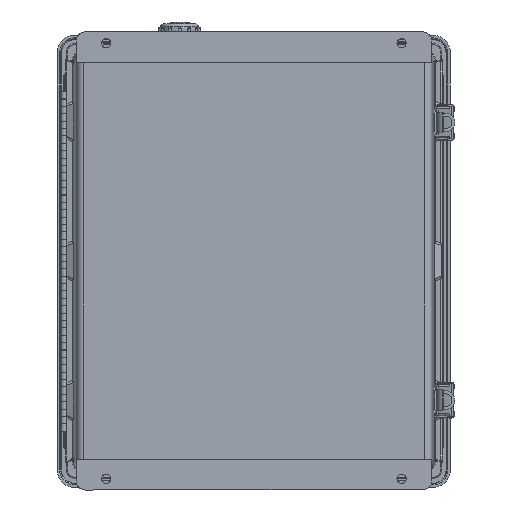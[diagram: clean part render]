
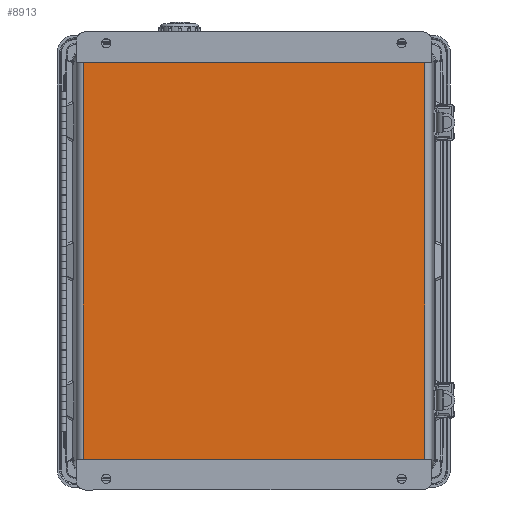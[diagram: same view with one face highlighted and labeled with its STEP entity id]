
A CAD part, front view. The second image highlights one B-rep face of the part: STEP entity #8913.
In plain terms, the highlighted planar face has unit normal (0, -1, 0).
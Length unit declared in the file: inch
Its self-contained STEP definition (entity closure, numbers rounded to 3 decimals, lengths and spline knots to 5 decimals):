
#382 = CARTESIAN_POINT ( 'NONE',  ( 5.78771, 0.05906, -1.04331 ) ) ;
#1904 = VERTEX_POINT ( 'NONE', #382 ) ;
#5254 = LINE ( 'NONE', #61747, #11703 ) ;
#6910 = ORIENTED_EDGE ( 'NONE', *, *, #70061, .T. ) ;
#7620 = AXIS2_PLACEMENT_3D ( 'NONE', #72789, #61726, #37486 ) ;
#8429 = DIRECTION ( 'NONE',  ( 0., 0., 1. ) ) ;
#8913 = ADVANCED_FACE ( 'NONE', ( #50289 ), #62089, .F. ) ;
#10009 = DIRECTION ( 'NONE',  ( 0., 0., 1. ) ) ;
#11703 = VECTOR ( 'NONE', #22606, 39.37008 ) ;
#12511 = DIRECTION ( 'NONE',  ( -1., 0., 0. ) ) ;
#13240 = CARTESIAN_POINT ( 'NONE',  ( 6.11811, 0.05906, -1.04331 ) ) ;
#15844 = EDGE_CURVE ( 'NONE', #1904, #29922, #51657, .T. ) ;
#20005 = LINE ( 'NONE', #42532, #27616 ) ;
#21478 = CARTESIAN_POINT ( 'NONE',  ( -5.78771, 0.05906, -14.4685 ) ) ;
#22606 = DIRECTION ( 'NONE',  ( -1., 0., 0. ) ) ;
#26371 = EDGE_CURVE ( 'NONE', #49551, #29922, #20005, .T. ) ;
#27616 = VECTOR ( 'NONE', #10009, 39.37008 ) ;
#29673 = VERTEX_POINT ( 'NONE', #64282 ) ;
#29922 = VERTEX_POINT ( 'NONE', #53490 ) ;
#36500 = LINE ( 'NONE', #59014, #64652 ) ;
#37486 = DIRECTION ( 'NONE',  ( 0., 0., 1. ) ) ;
#42532 = CARTESIAN_POINT ( 'NONE',  ( -5.78771, 0.05906, -1.04331 ) ) ;
#45216 = EDGE_CURVE ( 'NONE', #29673, #49551, #5254, .T. ) ;
#49551 = VERTEX_POINT ( 'NONE', #21478 ) ;
#50289 = FACE_OUTER_BOUND ( 'NONE', #58758, .T. ) ;
#51657 = LINE ( 'NONE', #13240, #67269 ) ;
#53490 = CARTESIAN_POINT ( 'NONE',  ( -5.78771, 0.05906, -1.04331 ) ) ;
#58758 = EDGE_LOOP ( 'NONE', ( #71262, #65809, #6910, #59199 ) ) ;
#59014 = CARTESIAN_POINT ( 'NONE',  ( 5.78771, 0.05906, -1.04331 ) ) ;
#59199 = ORIENTED_EDGE ( 'NONE', *, *, #15844, .T. ) ;
#61726 = DIRECTION ( 'NONE',  ( 0., 1., 0. ) ) ;
#61747 = CARTESIAN_POINT ( 'NONE',  ( 6.11811, 0.05906, -14.4685 ) ) ;
#62089 = PLANE ( 'NONE',  #7620 ) ;
#64282 = CARTESIAN_POINT ( 'NONE',  ( 5.78771, 0.05906, -14.4685 ) ) ;
#64652 = VECTOR ( 'NONE', #8429, 39.37008 ) ;
#65809 = ORIENTED_EDGE ( 'NONE', *, *, #45216, .F. ) ;
#67269 = VECTOR ( 'NONE', #12511, 39.37008 ) ;
#70061 = EDGE_CURVE ( 'NONE', #29673, #1904, #36500, .T. ) ;
#71262 = ORIENTED_EDGE ( 'NONE', *, *, #26371, .F. ) ;
#72789 = CARTESIAN_POINT ( 'NONE',  ( 6.11811, 0.05906, -1.04331 ) ) ;
